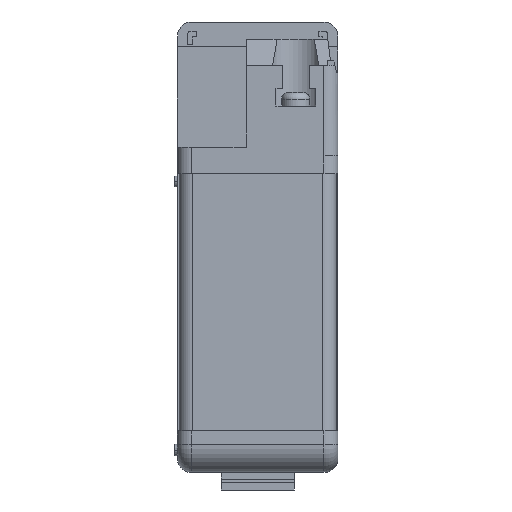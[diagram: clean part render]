
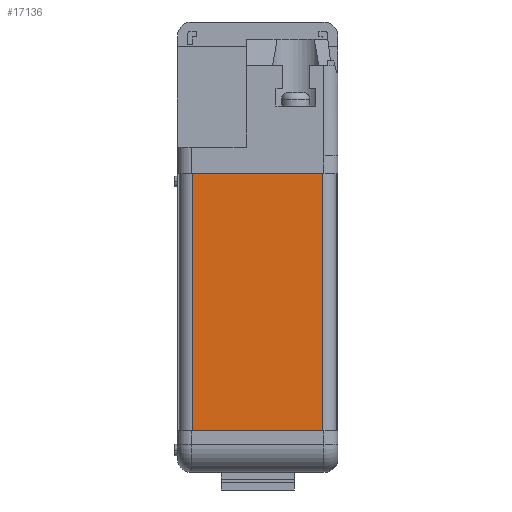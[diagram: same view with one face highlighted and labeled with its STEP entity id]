
A CAD part, front view. The second image highlights one B-rep face of the part: STEP entity #17136.
In plain terms, the highlighted planar face has unit normal (0, -1, 0).
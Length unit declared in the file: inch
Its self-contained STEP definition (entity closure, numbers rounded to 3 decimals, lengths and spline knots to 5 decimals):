
#318 = LINE ( 'NONE', #6942, #14719 ) ;
#682 = AXIS2_PLACEMENT_3D ( 'NONE', #8489, #21636, #10370 ) ;
#1807 = EDGE_LOOP ( 'NONE', ( #5113, #3510, #20148, #23650 ) ) ;
#2304 = VECTOR ( 'NONE', #14916, 39.37008 ) ;
#2607 = CARTESIAN_POINT ( 'NONE',  ( 0.5775, -2.9375, 0.655 ) ) ;
#3028 = LINE ( 'NONE', #13659, #23032 ) ;
#3510 = ORIENTED_EDGE ( 'NONE', *, *, #14995, .F. ) ;
#5113 = ORIENTED_EDGE ( 'NONE', *, *, #19563, .F. ) ;
#5556 = CARTESIAN_POINT ( 'NONE',  ( 0.5775, -2.9375, -1.63 ) ) ;
#6690 = VERTEX_POINT ( 'NONE', #15790 ) ;
#6942 = CARTESIAN_POINT ( 'NONE',  ( 0.5775, -2.9375, 0.655 ) ) ;
#8489 = CARTESIAN_POINT ( 'NONE',  ( 0.5775, -2.9375, 0.655 ) ) ;
#8869 = FACE_OUTER_BOUND ( 'NONE', #1807, .T. ) ;
#9879 = CARTESIAN_POINT ( 'NONE',  ( -0.5775, -2.9375, -1.63 ) ) ;
#10370 = DIRECTION ( 'NONE',  ( 0., 0., -1. ) ) ;
#12090 = PLANE ( 'NONE',  #682 ) ;
#12330 = LINE ( 'NONE', #5556, #2304 ) ;
#13379 = VERTEX_POINT ( 'NONE', #9879 ) ;
#13659 = CARTESIAN_POINT ( 'NONE',  ( -0.5775, -2.9375, 0.655 ) ) ;
#13689 = CARTESIAN_POINT ( 'NONE',  ( -0.5775, -2.9375, 0.655 ) ) ;
#14719 = VECTOR ( 'NONE', #20116, 39.37008 ) ;
#14797 = VECTOR ( 'NONE', #15653, 39.37008 ) ;
#14916 = DIRECTION ( 'NONE',  ( -1., 0., 0. ) ) ;
#14995 = EDGE_CURVE ( 'NONE', #24311, #6690, #318, .T. ) ;
#15540 = DIRECTION ( 'NONE',  ( 0., 0., -1. ) ) ;
#15653 = DIRECTION ( 'NONE',  ( -1., 0., 0. ) ) ;
#15732 = CARTESIAN_POINT ( 'NONE',  ( 0.5775, -2.9375, 0.655 ) ) ;
#15790 = CARTESIAN_POINT ( 'NONE',  ( 0.5775, -2.9375, -1.63 ) ) ;
#17136 = ADVANCED_FACE ( 'NONE', ( #8869 ), #12090, .T. ) ;
#18548 = VERTEX_POINT ( 'NONE', #13689 ) ;
#19218 = LINE ( 'NONE', #2607, #14797 ) ;
#19563 = EDGE_CURVE ( 'NONE', #6690, #13379, #12330, .T. ) ;
#20116 = DIRECTION ( 'NONE',  ( 0., 0., -1. ) ) ;
#20148 = ORIENTED_EDGE ( 'NONE', *, *, #22574, .T. ) ;
#21636 = DIRECTION ( 'NONE',  ( 0., -1., 0. ) ) ;
#22574 = EDGE_CURVE ( 'NONE', #24311, #18548, #19218, .T. ) ;
#23032 = VECTOR ( 'NONE', #15540, 39.37008 ) ;
#23184 = EDGE_CURVE ( 'NONE', #18548, #13379, #3028, .T. ) ;
#23650 = ORIENTED_EDGE ( 'NONE', *, *, #23184, .T. ) ;
#24311 = VERTEX_POINT ( 'NONE', #15732 ) ;
